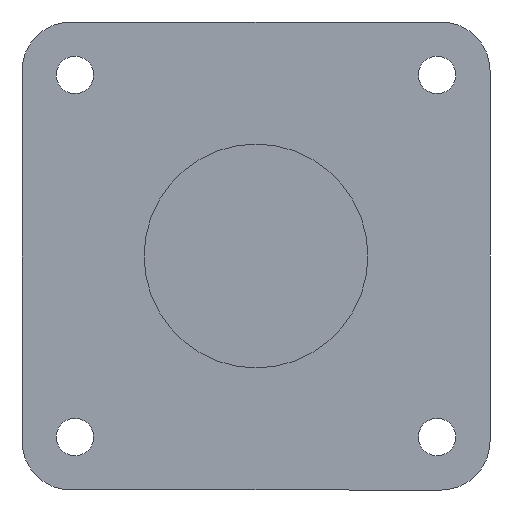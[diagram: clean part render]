
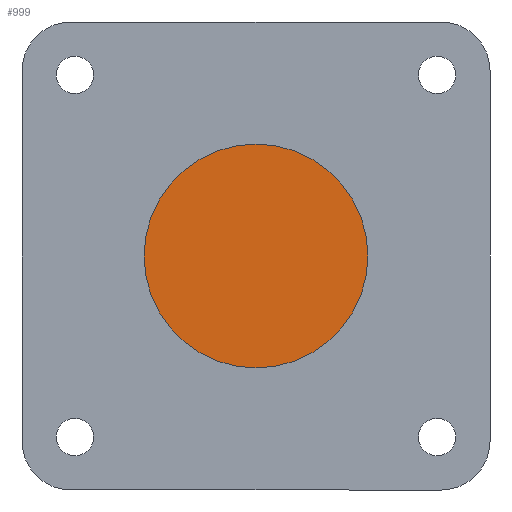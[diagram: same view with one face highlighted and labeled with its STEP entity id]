
A CAD part, front view. The second image highlights one B-rep face of the part: STEP entity #999.
In plain terms, the highlighted planar face has unit normal (0, -1, 0).
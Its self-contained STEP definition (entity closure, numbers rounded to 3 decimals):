
#145 = FACE_OUTER_BOUND ( 'NONE', #828, .T. ) ;
#278 = CIRCLE ( 'NONE', #427, 27.5 ) ;
#315 = EDGE_CURVE ( 'NONE', #718, #669, #278, .T. ) ;
#341 = PLANE ( 'NONE',  #651 ) ;
#387 = ORIENTED_EDGE ( 'NONE', *, *, #1022, .T. ) ;
#414 = CARTESIAN_POINT ( 'NONE',  ( 0., 9., 0. ) ) ;
#423 = DIRECTION ( 'NONE',  ( 0., 0., -1. ) ) ;
#427 = AXIS2_PLACEMENT_3D ( 'NONE', #414, #1035, #504 ) ;
#430 = DIRECTION ( 'NONE',  ( 0., -1., 0. ) ) ;
#500 = CIRCLE ( 'NONE', #713, 27.5 ) ;
#504 = DIRECTION ( 'NONE',  ( 0., 0., -1. ) ) ;
#506 = ORIENTED_EDGE ( 'NONE', *, *, #315, .T. ) ;
#651 = AXIS2_PLACEMENT_3D ( 'NONE', #683, #959, #423 ) ;
#669 = VERTEX_POINT ( 'NONE', #719 ) ;
#683 = CARTESIAN_POINT ( 'NONE',  ( 0., 9., 0. ) ) ;
#713 = AXIS2_PLACEMENT_3D ( 'NONE', #963, #430, #1049 ) ;
#718 = VERTEX_POINT ( 'NONE', #821 ) ;
#719 = CARTESIAN_POINT ( 'NONE',  ( 0., 9., 27.5 ) ) ;
#821 = CARTESIAN_POINT ( 'NONE',  ( 0., 9., -27.5 ) ) ;
#828 = EDGE_LOOP ( 'NONE', ( #506, #387 ) ) ;
#959 = DIRECTION ( 'NONE',  ( 0., -1., 0. ) ) ;
#963 = CARTESIAN_POINT ( 'NONE',  ( 0., 9., 0. ) ) ;
#999 = ADVANCED_FACE ( 'NONE', ( #145 ), #341, .T. ) ;
#1022 = EDGE_CURVE ( 'NONE', #669, #718, #500, .T. ) ;
#1035 = DIRECTION ( 'NONE',  ( 0., -1., 0. ) ) ;
#1049 = DIRECTION ( 'NONE',  ( 0., 0., -1. ) ) ;
